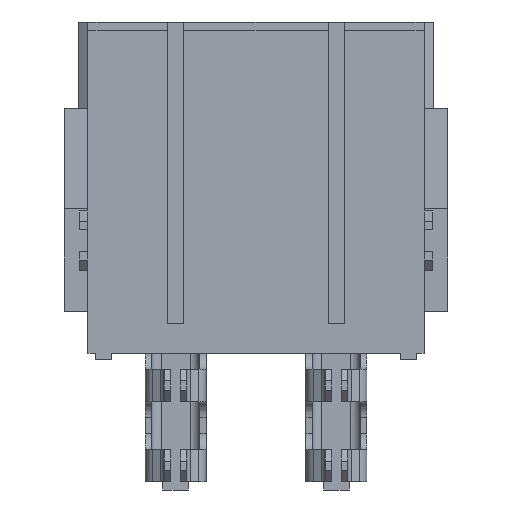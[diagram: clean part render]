
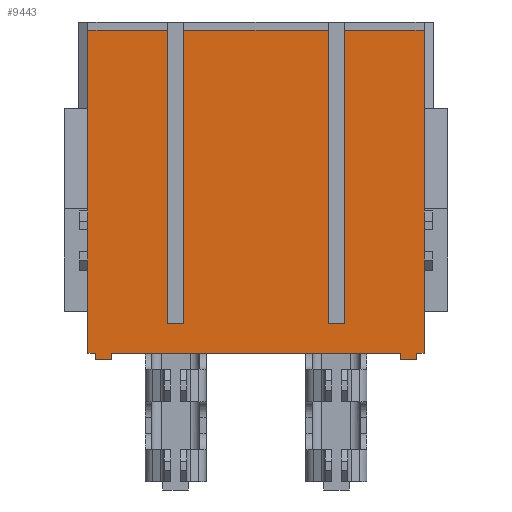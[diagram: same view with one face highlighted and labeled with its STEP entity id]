
A CAD part, front view. The second image highlights one B-rep face of the part: STEP entity #9443.
In plain terms, the highlighted planar face has unit normal (0, -1, 0).
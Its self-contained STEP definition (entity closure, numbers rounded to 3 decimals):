
#109=DIRECTION('',(1.,0.,0.));
#110=VECTOR('',#109,18.);
#111=CARTESIAN_POINT('',(-9.,-4.7,-10.3));
#112=LINE('',#111,#110);
#133=DIRECTION('',(1.,0.,0.));
#134=VECTOR('',#133,0.45);
#135=CARTESIAN_POINT('',(-10.45,-4.7,-10.3));
#136=LINE('',#135,#134);
#141=DIRECTION('',(1.,0.,0.));
#142=VECTOR('',#141,0.45);
#143=CARTESIAN_POINT('',(10.,-4.7,-10.3));
#144=LINE('',#143,#142);
#3199=DIRECTION('',(0.,0.,-1.));
#3200=VECTOR('',#3199,0.4);
#3201=CARTESIAN_POINT('',(10.,-4.7,-10.3));
#3202=LINE('',#3201,#3200);
#3203=DIRECTION('',(0.,0.,-1.));
#3204=VECTOR('',#3203,0.4);
#3205=CARTESIAN_POINT('',(-9.,-4.7,-10.3));
#3206=LINE('',#3205,#3204);
#3207=DIRECTION('',(0.,0.,1.));
#3208=VECTOR('',#3207,20.1);
#3209=CARTESIAN_POINT('',(-10.45,-4.7,-10.3));
#3210=LINE('',#3209,#3208);
#3211=DIRECTION('',(1.,0.,0.));
#3212=VECTOR('',#3211,4.95);
#3213=CARTESIAN_POINT('',(-10.45,-4.7,9.8));
#3214=LINE('',#3213,#3212);
#3215=DIRECTION('',(0.,0.,-1.));
#3216=VECTOR('',#3215,18.25);
#3217=CARTESIAN_POINT('',(-5.5,-4.7,9.8));
#3218=LINE('',#3217,#3216);
#3219=DIRECTION('',(1.,0.,0.));
#3220=VECTOR('',#3219,1.);
#3221=CARTESIAN_POINT('',(-5.5,-4.7,-8.45));
#3222=LINE('',#3221,#3220);
#3223=DIRECTION('',(0.,0.,-1.));
#3224=VECTOR('',#3223,18.25);
#3225=CARTESIAN_POINT('',(-4.5,-4.7,9.8));
#3226=LINE('',#3225,#3224);
#3227=DIRECTION('',(1.,0.,0.));
#3228=VECTOR('',#3227,9.);
#3229=CARTESIAN_POINT('',(-4.5,-4.7,9.8));
#3230=LINE('',#3229,#3228);
#3231=DIRECTION('',(0.,0.,-1.));
#3232=VECTOR('',#3231,18.25);
#3233=CARTESIAN_POINT('',(4.5,-4.7,9.8));
#3234=LINE('',#3233,#3232);
#3235=DIRECTION('',(1.,0.,0.));
#3236=VECTOR('',#3235,1.);
#3237=CARTESIAN_POINT('',(4.5,-4.7,-8.45));
#3238=LINE('',#3237,#3236);
#3239=DIRECTION('',(0.,0.,-1.));
#3240=VECTOR('',#3239,18.25);
#3241=CARTESIAN_POINT('',(5.5,-4.7,9.8));
#3242=LINE('',#3241,#3240);
#3243=DIRECTION('',(1.,0.,0.));
#3244=VECTOR('',#3243,4.95);
#3245=CARTESIAN_POINT('',(5.5,-4.7,9.8));
#3246=LINE('',#3245,#3244);
#3263=DIRECTION('',(-1.,0.,0.));
#3264=VECTOR('',#3263,1.);
#3265=CARTESIAN_POINT('',(-9.,-4.7,-10.7));
#3266=LINE('',#3265,#3264);
#3275=DIRECTION('',(-1.,0.,0.));
#3276=VECTOR('',#3275,1.);
#3277=CARTESIAN_POINT('',(10.,-4.7,-10.7));
#3278=LINE('',#3277,#3276);
#3283=DIRECTION('',(0.,0.,-1.));
#3284=VECTOR('',#3283,0.4);
#3285=CARTESIAN_POINT('',(-10.,-4.7,-10.3));
#3286=LINE('',#3285,#3284);
#3287=DIRECTION('',(0.,0.,-1.));
#3288=VECTOR('',#3287,0.4);
#3289=CARTESIAN_POINT('',(9.,-4.7,-10.3));
#3290=LINE('',#3289,#3288);
#3355=DIRECTION('',(0.,0.,1.));
#3356=VECTOR('',#3355,20.1);
#3357=CARTESIAN_POINT('',(10.45,-4.7,-10.3));
#3358=LINE('',#3357,#3356);
#4042=CARTESIAN_POINT('',(-10.45,-4.7,-10.3));
#4044=VERTEX_POINT('',#4042);
#4045=CARTESIAN_POINT('',(10.45,-4.7,-10.3));
#4047=VERTEX_POINT('',#4045);
#4288=CARTESIAN_POINT('',(-9.,-4.7,-10.7));
#4290=VERTEX_POINT('',#4288);
#4291=CARTESIAN_POINT('',(-10.,-4.7,-10.7));
#4292=VERTEX_POINT('',#4291);
#4299=CARTESIAN_POINT('',(10.,-4.7,-10.7));
#4300=VERTEX_POINT('',#4299);
#4301=CARTESIAN_POINT('',(9.,-4.7,-10.7));
#4302=VERTEX_POINT('',#4301);
#4303=CARTESIAN_POINT('',(-9.,-4.7,-10.3));
#4305=VERTEX_POINT('',#4303);
#4307=CARTESIAN_POINT('',(-10.,-4.7,-10.3));
#4309=VERTEX_POINT('',#4307);
#4311=CARTESIAN_POINT('',(10.,-4.7,-10.3));
#4313=VERTEX_POINT('',#4311);
#4315=CARTESIAN_POINT('',(9.,-4.7,-10.3));
#4317=VERTEX_POINT('',#4315);
#4443=CARTESIAN_POINT('',(-10.45,-4.7,9.8));
#4444=VERTEX_POINT('',#4443);
#4445=CARTESIAN_POINT('',(10.45,-4.7,9.8));
#4446=VERTEX_POINT('',#4445);
#4447=CARTESIAN_POINT('',(5.5,-4.7,-8.45));
#4448=VERTEX_POINT('',#4447);
#4449=CARTESIAN_POINT('',(4.5,-4.7,-8.45));
#4450=VERTEX_POINT('',#4449);
#4451=CARTESIAN_POINT('',(-4.5,-4.7,-8.45));
#4452=VERTEX_POINT('',#4451);
#4453=CARTESIAN_POINT('',(-5.5,-4.7,-8.45));
#4454=VERTEX_POINT('',#4453);
#4455=CARTESIAN_POINT('',(4.5,-4.7,9.8));
#4456=VERTEX_POINT('',#4455);
#4457=CARTESIAN_POINT('',(5.5,-4.7,9.8));
#4458=VERTEX_POINT('',#4457);
#4459=CARTESIAN_POINT('',(-5.5,-4.7,9.8));
#4460=VERTEX_POINT('',#4459);
#4461=CARTESIAN_POINT('',(-4.5,-4.7,9.8));
#4462=VERTEX_POINT('',#4461);
#9406=CARTESIAN_POINT('',(-10.45,-4.7,-10.3));
#9407=DIRECTION('',(0.,-1.,0.));
#9408=DIRECTION('',(1.,0.,0.));
#9409=AXIS2_PLACEMENT_3D('',#9406,#9407,#9408);
#9410=PLANE('',#9409);
#9411=ORIENTED_EDGE('',*,*,#5378,.F.);
#9413=ORIENTED_EDGE('',*,*,#9412,.T.);
#9415=ORIENTED_EDGE('',*,*,#9414,.T.);
#9417=ORIENTED_EDGE('',*,*,#9416,.F.);
#9418=ORIENTED_EDGE('',*,*,#5294,.F.);
#9419=ORIENTED_EDGE('',*,*,#7949,.T.);
#9421=ORIENTED_EDGE('',*,*,#9420,.T.);
#9423=ORIENTED_EDGE('',*,*,#9422,.F.);
#9424=ORIENTED_EDGE('',*,*,#5366,.F.);
#9425=ORIENTED_EDGE('',*,*,#8394,.T.);
#9426=ORIENTED_EDGE('',*,*,#9399,.T.);
#9428=ORIENTED_EDGE('',*,*,#9427,.T.);
#9430=ORIENTED_EDGE('',*,*,#9429,.T.);
#9432=ORIENTED_EDGE('',*,*,#9431,.F.);
#9433=ORIENTED_EDGE('',*,*,#9370,.T.);
#9434=ORIENTED_EDGE('',*,*,#9325,.T.);
#9436=ORIENTED_EDGE('',*,*,#9435,.T.);
#9437=ORIENTED_EDGE('',*,*,#9356,.F.);
#9438=ORIENTED_EDGE('',*,*,#9387,.T.);
#9440=ORIENTED_EDGE('',*,*,#9439,.F.);
#9441=EDGE_LOOP('',(#9411,#9413,#9415,#9417,#9418,#9419,#9421,#9423,#9424,#9425,
#9426,#9428,#9430,#9432,#9433,#9434,#9436,#9437,#9438,#9440));
#9442=FACE_OUTER_BOUND('',#9441,.F.);
#9443=ADVANCED_FACE('',(#9442),#9410,.T.);
#5294=EDGE_CURVE('',#4305,#4317,#112,.T.);
#5366=EDGE_CURVE('',#4044,#4309,#136,.T.);
#5378=EDGE_CURVE('',#4313,#4047,#144,.T.);
#7949=EDGE_CURVE('',#4305,#4290,#3206,.T.);
#8394=EDGE_CURVE('',#4044,#4444,#3210,.T.);
#9325=EDGE_CURVE('',#4456,#4450,#3234,.T.);
#9356=EDGE_CURVE('',#4458,#4448,#3242,.T.);
#9370=EDGE_CURVE('',#4462,#4456,#3230,.T.);
#9387=EDGE_CURVE('',#4458,#4446,#3246,.T.);
#9399=EDGE_CURVE('',#4444,#4460,#3214,.T.);
#9412=EDGE_CURVE('',#4313,#4300,#3202,.T.);
#9414=EDGE_CURVE('',#4300,#4302,#3278,.T.);
#9416=EDGE_CURVE('',#4317,#4302,#3290,.T.);
#9420=EDGE_CURVE('',#4290,#4292,#3266,.T.);
#9422=EDGE_CURVE('',#4309,#4292,#3286,.T.);
#9427=EDGE_CURVE('',#4460,#4454,#3218,.T.);
#9429=EDGE_CURVE('',#4454,#4452,#3222,.T.);
#9431=EDGE_CURVE('',#4462,#4452,#3226,.T.);
#9435=EDGE_CURVE('',#4450,#4448,#3238,.T.);
#9439=EDGE_CURVE('',#4047,#4446,#3358,.T.);
